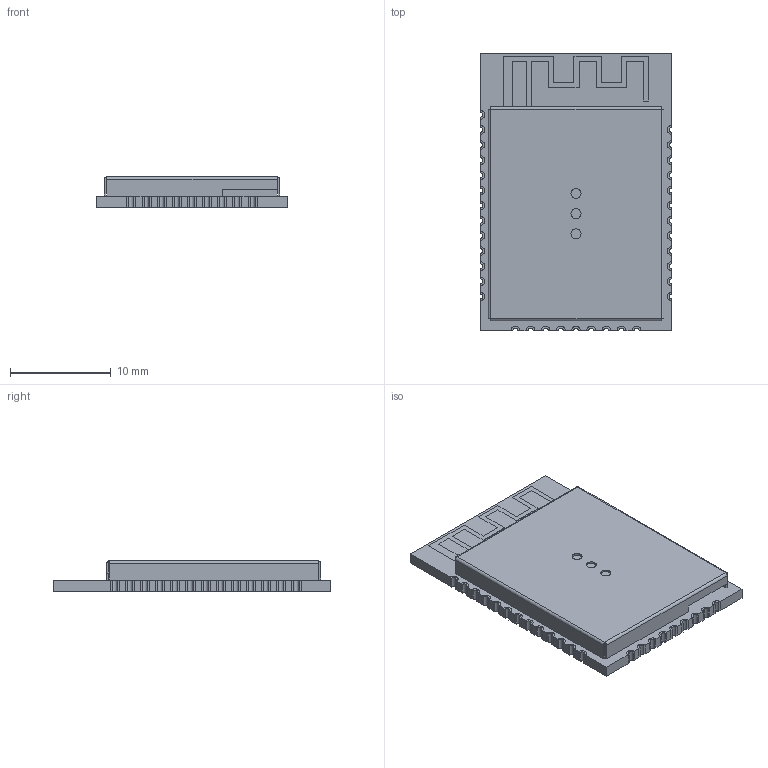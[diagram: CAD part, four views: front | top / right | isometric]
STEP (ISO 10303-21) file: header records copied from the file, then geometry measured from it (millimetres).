
FILE_DESCRIPTION(/* description */ (''),/* implementation_level */ '2;1');
FILE_NAME(/* name */ '2610011025000',/* time_stamp */ '2018-12-11T14:16:33+01:00',/* author */ ('WJ'),/* organization */ ('WÃ¼rth Elektronik eiSos GmbH & Co. KG'),/* preprocessor_version */ 'ST-DEVELOPER v16.7',/* originating_system */ 'DEX',/* authorisation */ $);
FILE_SCHEMA (('AUTOMOTIVE_DESIGN {1 0 10303 214 3 1 1}'));
Length unit declared in the file: millimetre
Products named in the file (5): 2610011025000; Board; Pin; ANT1; ShieldingFrame
Assembly tree (37 placements, depth 2):
  2610011025000
    Board
    Pin  x34
    ANT1
    ShieldingFrame
Bounding box: 19 x 27.5 x 2.99 mm (x, y, z)
Volume: 663.2 mm3; surface area: 2361 mm2
Topology: 37 solids, 37 shells, 646 faces, 1564 edges, 993 vertices
Faces by surface type: plane 533, cylinder 113
Full cylindrical faces by diameter (mm): 1 x3
Entity records: 9938 total; most frequent: CARTESIAN_POINT 1714, ORIENTED_EDGE 1664, DIRECTION 1634, EDGE_CURVE 832, LINE 738, VECTOR 738, VERTEX_POINT 528, AXIS2_PLACEMENT_3D 448
